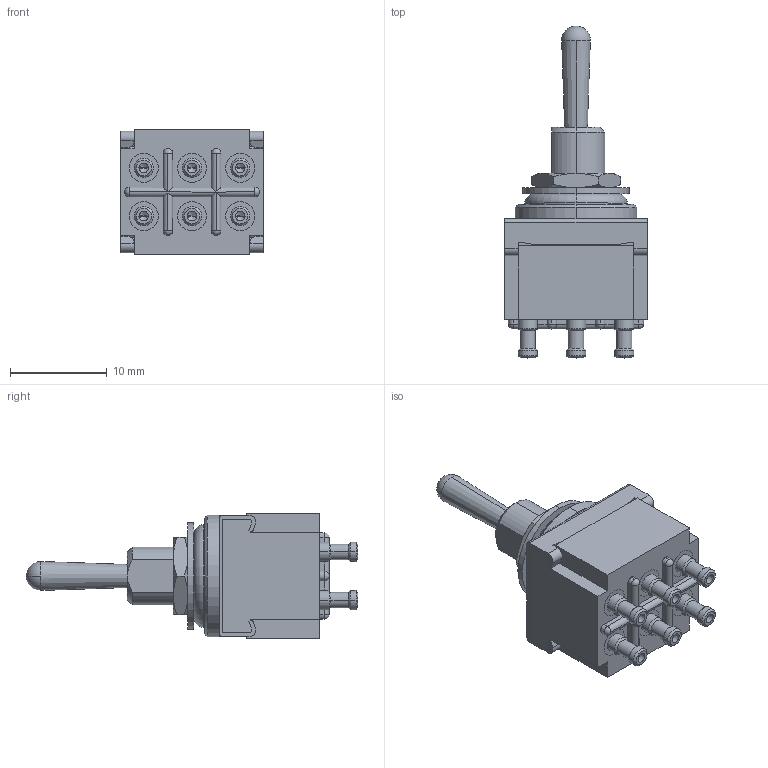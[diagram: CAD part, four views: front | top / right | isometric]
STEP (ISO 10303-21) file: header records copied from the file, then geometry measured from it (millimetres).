
FILE_DESCRIPTION (( 'STEP AP203' ), '1' );
FILE_NAME ('FWP01.STEP', '2020-03-12T05:10:22', ( '' ), ( '' ), 'SwSTEP 2.0', 'SolidWorks 2018', '' );
FILE_SCHEMA (( 'CONFIG_CONTROL_DESIGN' ));
Length unit declared in the file: millimetre
Products named in the file (9): 9801 0342 20(ナット)model; 僼儗乕儉2嬌 (F僔儕乕僘); 壓慻 2嬌 1抂巕 (F僔儕乕僘); 上組 スリーブ組 防水トグル (Fシリーズ); ケース2極 (Fシリーズ); 9803 0344 20(L儚僢僔儍乕)model; 6061 0076 20(パッキン Fシリーズ); FWP01; 端子 1 (Fシリーズ)
Assembly tree (13 placements, depth 3):
  FWP01
    上組 スリーブ組 防水トグル (Fシリーズ)
    9801 0342 20(ナット)model
    9803 0344 20(L儚僢僔儍乕)model
    6061 0076 20(パッキン Fシリーズ)
    壓慻 2嬌 1抂巕 (F僔儕乕僘)
      ケース2極 (Fシリーズ)
      僼儗乕儉2嬌 (F僔儕乕僘)
      端子 1 (Fシリーズ)  x6
Bounding box: 14.8 x 34.4 x 13 mm (x, y, z)
Volume: 2519.3 mm3; surface area: 2891.2 mm2
Topology: 12 solids, 16 shells, 383 faces, 884 edges, 533 vertices
Faces by surface type: cylinder 150, plane 140, cone 69, torus 14, sphere 10
Entity records: 9201 total; most frequent: CARTESIAN_POINT 1551, DIRECTION 1446, ORIENTED_EDGE 1322, EDGE_CURVE 661, AXIS2_PLACEMENT_3D 532, VERTEX_POINT 415, LINE 382, VECTOR 382
